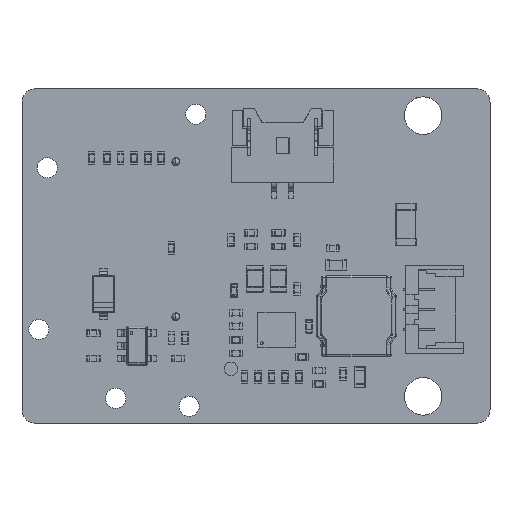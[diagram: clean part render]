
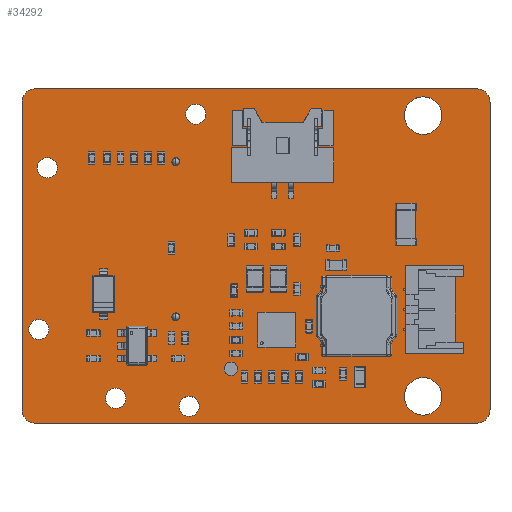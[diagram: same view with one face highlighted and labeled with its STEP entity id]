
A CAD part, top view. The second image highlights one B-rep face of the part: STEP entity #34292.
In plain terms, the highlighted planar face has unit normal (0, 0, 1).
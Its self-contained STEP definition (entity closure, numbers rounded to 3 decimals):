
#24300=FACE_OUTER_BOUND($,#28056,.F.);
#24310=FACE_OUTER_BOUND($,#28066,.T.);
#24314=FACE_OUTER_BOUND($,#28070,.T.);
#24318=FACE_OUTER_BOUND($,#28074,.T.);
#24322=FACE_OUTER_BOUND($,#28078,.T.);
#24326=FACE_OUTER_BOUND($,#28082,.T.);
#24330=FACE_OUTER_BOUND($,#28086,.T.);
#24334=FACE_OUTER_BOUND($,#28090,.T.);
#24338=FACE_OUTER_BOUND($,#28094,.T.);
#24342=FACE_OUTER_BOUND($,#28098,.T.);
#28056=EDGE_LOOP($,(#46406,#46407,#46408,#46409,#46410,#46411,#46412,#46413));
#28066=EDGE_LOOP($,(#46454,#46455));
#28070=EDGE_LOOP($,(#46466,#46467));
#28074=EDGE_LOOP($,(#46478,#46479));
#28078=EDGE_LOOP($,(#46490,#46491));
#28082=EDGE_LOOP($,(#46502,#46503));
#28086=EDGE_LOOP($,(#46514,#46515));
#28090=EDGE_LOOP($,(#46526,#46527));
#28094=EDGE_LOOP($,(#46538,#46539));
#28098=EDGE_LOOP($,(#46550,#46551));
#31884=PLANE($,#40282);
#34292=ADVANCED_FACE($,(#24300,#24310,#24314,#24318,#24322,#24326,#24330,
#24334,#24338,#24342),#31884,.T.);
#38022=CIRCLE($,#40278,1.);
#38023=CIRCLE($,#40279,1.);
#38024=CIRCLE($,#40280,1.);
#38025=CIRCLE($,#40281,1.);
#38030=CIRCLE($,#40296,0.75);
#38031=CIRCLE($,#40297,0.75);
#38034=CIRCLE($,#40302,0.75);
#38035=CIRCLE($,#40303,0.75);
#38038=CIRCLE($,#40308,0.3);
#38039=CIRCLE($,#40309,0.3);
#38042=CIRCLE($,#40314,0.3);
#38043=CIRCLE($,#40315,0.3);
#38046=CIRCLE($,#40320,1.4);
#38047=CIRCLE($,#40321,1.4);
#38050=CIRCLE($,#40326,1.4);
#38051=CIRCLE($,#40327,1.4);
#38054=CIRCLE($,#40332,0.75);
#38055=CIRCLE($,#40333,0.75);
#38058=CIRCLE($,#40338,0.75);
#38059=CIRCLE($,#40339,0.75);
#38062=CIRCLE($,#40344,0.75);
#38063=CIRCLE($,#40345,0.75);
#40278=AXIS2_PLACEMENT_3D($,#119645,#99872,$);
#40279=AXIS2_PLACEMENT_3D($,#119646,#99872,$);
#40280=AXIS2_PLACEMENT_3D($,#119647,#99872,$);
#40281=AXIS2_PLACEMENT_3D($,#119648,#99872,$);
#40282=AXIS2_PLACEMENT_3D($,#119637,#99872,$);
#40296=AXIS2_PLACEMENT_3D($,#119669,#99872,$);
#40297=AXIS2_PLACEMENT_3D($,#119670,#99872,$);
#40302=AXIS2_PLACEMENT_3D($,#119681,#99872,$);
#40303=AXIS2_PLACEMENT_3D($,#119682,#99872,$);
#40308=AXIS2_PLACEMENT_3D($,#119693,#99872,$);
#40309=AXIS2_PLACEMENT_3D($,#119694,#99872,$);
#40314=AXIS2_PLACEMENT_3D($,#119705,#99872,$);
#40315=AXIS2_PLACEMENT_3D($,#119706,#99872,$);
#40320=AXIS2_PLACEMENT_3D($,#119717,#99872,$);
#40321=AXIS2_PLACEMENT_3D($,#119718,#99872,$);
#40326=AXIS2_PLACEMENT_3D($,#119729,#99872,$);
#40327=AXIS2_PLACEMENT_3D($,#119730,#99872,$);
#40332=AXIS2_PLACEMENT_3D($,#119741,#99872,$);
#40333=AXIS2_PLACEMENT_3D($,#119742,#99872,$);
#40338=AXIS2_PLACEMENT_3D($,#119753,#99872,$);
#40339=AXIS2_PLACEMENT_3D($,#119754,#99872,$);
#40344=AXIS2_PLACEMENT_3D($,#119765,#99872,$);
#40345=AXIS2_PLACEMENT_3D($,#119766,#99872,$);
#46406=ORIENTED_EDGE($,*,*,#67026,.T.);
#46407=ORIENTED_EDGE($,*,*,#67027,.T.);
#46408=ORIENTED_EDGE($,*,*,#67028,.T.);
#46409=ORIENTED_EDGE($,*,*,#67029,.T.);
#46410=ORIENTED_EDGE($,*,*,#67030,.T.);
#46411=ORIENTED_EDGE($,*,*,#67031,.T.);
#46412=ORIENTED_EDGE($,*,*,#67032,.T.);
#46413=ORIENTED_EDGE($,*,*,#67033,.T.);
#46454=ORIENTED_EDGE($,*,*,#67051,.T.);
#46455=ORIENTED_EDGE($,*,*,#67052,.T.);
#46466=ORIENTED_EDGE($,*,*,#67058,.T.);
#46467=ORIENTED_EDGE($,*,*,#67059,.T.);
#46478=ORIENTED_EDGE($,*,*,#67065,.T.);
#46479=ORIENTED_EDGE($,*,*,#67066,.T.);
#46490=ORIENTED_EDGE($,*,*,#67072,.T.);
#46491=ORIENTED_EDGE($,*,*,#67073,.T.);
#46502=ORIENTED_EDGE($,*,*,#67079,.T.);
#46503=ORIENTED_EDGE($,*,*,#67080,.T.);
#46514=ORIENTED_EDGE($,*,*,#67086,.T.);
#46515=ORIENTED_EDGE($,*,*,#67087,.T.);
#46526=ORIENTED_EDGE($,*,*,#67093,.T.);
#46527=ORIENTED_EDGE($,*,*,#67094,.T.);
#46538=ORIENTED_EDGE($,*,*,#67100,.T.);
#46539=ORIENTED_EDGE($,*,*,#67101,.T.);
#46550=ORIENTED_EDGE($,*,*,#67107,.T.);
#46551=ORIENTED_EDGE($,*,*,#67108,.T.);
#67026=EDGE_CURVE($,#93038,#93039,#85192,.T.);
#67027=EDGE_CURVE($,#93039,#93040,#38022,.F.);
#67028=EDGE_CURVE($,#93040,#93041,#85193,.T.);
#67029=EDGE_CURVE($,#93041,#93042,#38023,.F.);
#67030=EDGE_CURVE($,#93042,#93043,#85194,.T.);
#67031=EDGE_CURVE($,#93043,#93044,#38024,.F.);
#67032=EDGE_CURVE($,#93044,#93045,#85195,.T.);
#67033=EDGE_CURVE($,#93045,#93038,#38025,.F.);
#67051=EDGE_CURVE($,#93056,#93057,#38030,.F.);
#67052=EDGE_CURVE($,#93057,#93056,#38031,.F.);
#67058=EDGE_CURVE($,#93062,#93063,#38034,.F.);
#67059=EDGE_CURVE($,#93063,#93062,#38035,.F.);
#67065=EDGE_CURVE($,#93068,#93069,#38038,.F.);
#67066=EDGE_CURVE($,#93069,#93068,#38039,.F.);
#67072=EDGE_CURVE($,#93074,#93075,#38042,.F.);
#67073=EDGE_CURVE($,#93075,#93074,#38043,.F.);
#67079=EDGE_CURVE($,#93080,#93081,#38046,.F.);
#67080=EDGE_CURVE($,#93081,#93080,#38047,.F.);
#67086=EDGE_CURVE($,#93086,#93087,#38050,.F.);
#67087=EDGE_CURVE($,#93087,#93086,#38051,.F.);
#67093=EDGE_CURVE($,#93092,#93093,#38054,.F.);
#67094=EDGE_CURVE($,#93093,#93092,#38055,.F.);
#67100=EDGE_CURVE($,#93098,#93099,#38058,.F.);
#67101=EDGE_CURVE($,#93099,#93098,#38059,.F.);
#67107=EDGE_CURVE($,#93104,#93105,#38062,.F.);
#67108=EDGE_CURVE($,#93105,#93104,#38063,.F.);
#77346=VECTOR($,#99875,33.);
#77347=VECTOR($,#99876,23.);
#77348=VECTOR($,#99877,33.);
#77349=VECTOR($,#99878,23.);
#85192=LINE($,#119636,#77346);
#85193=LINE($,#119638,#77347);
#85194=LINE($,#119640,#77348);
#85195=LINE($,#119642,#77349);
#93038=VERTEX_POINT($,#119636);
#93039=VERTEX_POINT($,#119637);
#93040=VERTEX_POINT($,#119638);
#93041=VERTEX_POINT($,#119639);
#93042=VERTEX_POINT($,#119640);
#93043=VERTEX_POINT($,#119641);
#93044=VERTEX_POINT($,#119642);
#93045=VERTEX_POINT($,#119643);
#93056=VERTEX_POINT($,#119666);
#93057=VERTEX_POINT($,#119667);
#93062=VERTEX_POINT($,#119678);
#93063=VERTEX_POINT($,#119679);
#93068=VERTEX_POINT($,#119690);
#93069=VERTEX_POINT($,#119691);
#93074=VERTEX_POINT($,#119702);
#93075=VERTEX_POINT($,#119703);
#93080=VERTEX_POINT($,#119714);
#93081=VERTEX_POINT($,#119715);
#93086=VERTEX_POINT($,#119726);
#93087=VERTEX_POINT($,#119727);
#93092=VERTEX_POINT($,#119738);
#93093=VERTEX_POINT($,#119739);
#93098=VERTEX_POINT($,#119750);
#93099=VERTEX_POINT($,#119751);
#93104=VERTEX_POINT($,#119762);
#93105=VERTEX_POINT($,#119763);
#99872=DIRECTION($,(0.,0.,1.));
#99875=DIRECTION($,(1.,0.,0.));
#99876=DIRECTION($,(0.,-1.,0.));
#99877=DIRECTION($,(-1.,0.,0.));
#99878=DIRECTION($,(0.,1.,0.));
#119636=CARTESIAN_POINT('',(1.,25.,0.));
#119637=CARTESIAN_POINT('',(34.,25.,0.));
#119638=CARTESIAN_POINT('',(35.,24.,0.));
#119639=CARTESIAN_POINT('',(35.,1.,0.));
#119640=CARTESIAN_POINT('',(34.,0.,0.));
#119641=CARTESIAN_POINT('',(1.,0.,0.));
#119642=CARTESIAN_POINT('',(0.,1.,0.));
#119643=CARTESIAN_POINT('',(0.,24.,0.));
#119645=CARTESIAN_POINT('',(34.,24.,0.));
#119646=CARTESIAN_POINT('',(34.,1.,0.));
#119647=CARTESIAN_POINT('',(1.,1.,0.));
#119648=CARTESIAN_POINT('',(1.,24.,0.));
#119666=CARTESIAN_POINT('',(2.,7.,0.));
#119667=CARTESIAN_POINT('',(0.5,7.,0.));
#119669=CARTESIAN_POINT('',(1.25,7.,0.));
#119670=CARTESIAN_POINT('',(1.25,7.,0.));
#119678=CARTESIAN_POINT('',(13.25,1.25,0.));
#119679=CARTESIAN_POINT('',(11.75,1.25,0.));
#119681=CARTESIAN_POINT('',(12.5,1.25,0.));
#119682=CARTESIAN_POINT('',(12.5,1.25,0.));
#119690=CARTESIAN_POINT('',(11.8,7.95,0.));
#119691=CARTESIAN_POINT('',(11.2,7.95,0.));
#119693=CARTESIAN_POINT('',(11.5,7.95,0.));
#119694=CARTESIAN_POINT('',(11.5,7.95,0.));
#119702=CARTESIAN_POINT('',(11.8,19.55,0.));
#119703=CARTESIAN_POINT('',(11.2,19.55,0.));
#119705=CARTESIAN_POINT('',(11.5,19.55,0.));
#119706=CARTESIAN_POINT('',(11.5,19.55,0.));
#119714=CARTESIAN_POINT('',(31.4,23.,0.));
#119715=CARTESIAN_POINT('',(28.6,23.,0.));
#119717=CARTESIAN_POINT('',(30.,23.,0.));
#119718=CARTESIAN_POINT('',(30.,23.,0.));
#119726=CARTESIAN_POINT('',(31.4,2.,0.));
#119727=CARTESIAN_POINT('',(28.6,2.,0.));
#119729=CARTESIAN_POINT('',(30.,2.,0.));
#119730=CARTESIAN_POINT('',(30.,2.,0.));
#119738=CARTESIAN_POINT('',(7.75,1.85,0.));
#119739=CARTESIAN_POINT('',(6.25,1.85,0.));
#119741=CARTESIAN_POINT('',(7.,1.85,0.));
#119742=CARTESIAN_POINT('',(7.,1.85,0.));
#119750=CARTESIAN_POINT('',(13.75,23.1,0.));
#119751=CARTESIAN_POINT('',(12.25,23.1,0.));
#119753=CARTESIAN_POINT('',(13.,23.1,0.));
#119754=CARTESIAN_POINT('',(13.,23.1,0.));
#119762=CARTESIAN_POINT('',(2.65,19.1,0.));
#119763=CARTESIAN_POINT('',(1.15,19.1,0.));
#119765=CARTESIAN_POINT('',(1.9,19.1,0.));
#119766=CARTESIAN_POINT('',(1.9,19.1,0.));
